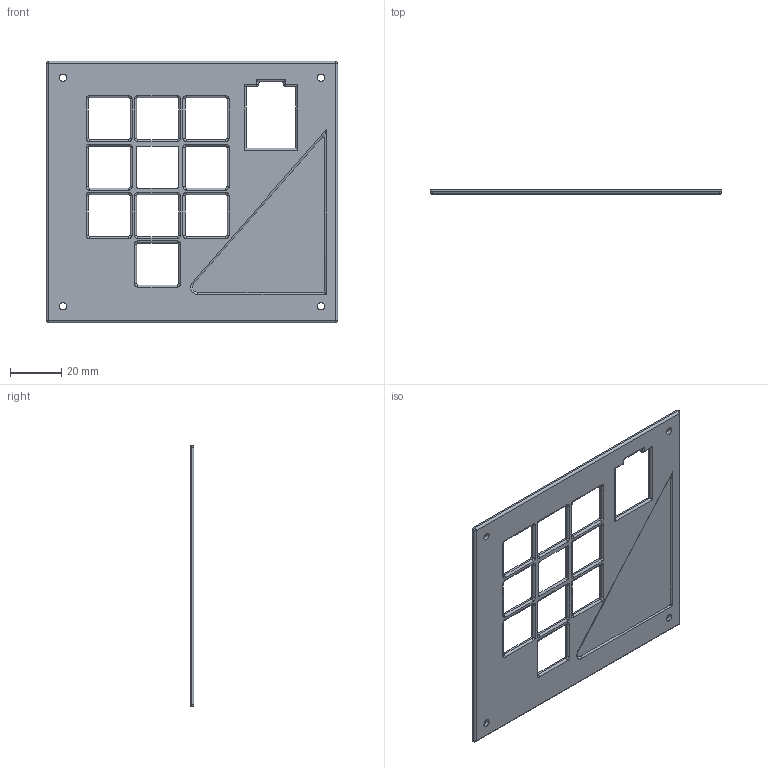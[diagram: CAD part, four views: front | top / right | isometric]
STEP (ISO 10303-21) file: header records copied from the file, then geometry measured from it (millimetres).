
FILE_DESCRIPTION(/* description */ ('STEP AP242','CAx-IF Rec.Pracs.---Representation and Presentation of Product Manufacturing Information (PMI)---4.0---2014-10-13','CAx-IF Rec.Pracs.---3D Tessellated Geometry---0.4---2014-09-14','2;1'),/* implementation_level */ '2;1');
FILE_NAME(/* name */ '683551d2929a981b94438395',/* time_stamp */ '2025-05-27T05:46:59Z',/* author */ (''),/* organization */ (''),/* preprocessor_version */ 'ST-DEVELOPER v20',/* originating_system */ 'ONSHAPE BY PTC INC, 1.198',/* authorisation */ ' ');
FILE_SCHEMA (('AP242_MANAGED_MODEL_BASED_3D_ENGINEERING_MIM_LF { 1 0 10303 442 1 1 4 }'));
Length unit declared in the file: metre
Products named in the file (1): Part 1
Bounding box: 113.79 x 1.5 x 102.16 mm (x, y, z)
Volume: 11626.6 mm3; surface area: 18359.9 mm2
Topology: 1 solids, 1 shells, 525 faces, 1414 edges, 902 vertices
Faces by surface type: plane 185, cylinder 152, bspline 145, torus 37, sphere 6
Full cylindrical faces by diameter (mm): 2.9 x4
Entity records: 16913 total; most frequent: CARTESIAN_POINT 4472, ORIENTED_EDGE 2800, DIRECTION 2212, EDGE_CURVE 1400, VERTEX_POINT 902, LINE 778, VECTOR 778, AXIS2_PLACEMENT_3D 717
